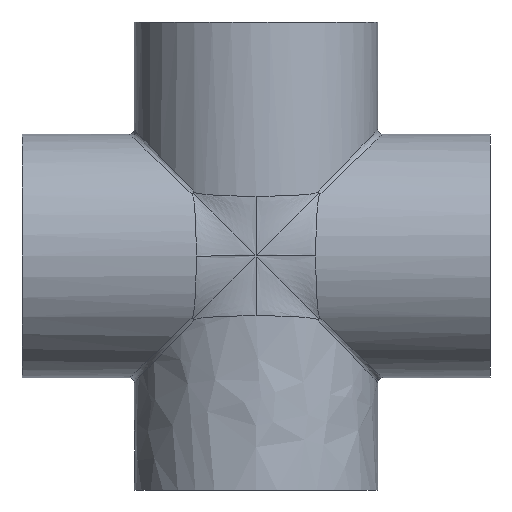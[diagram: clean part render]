
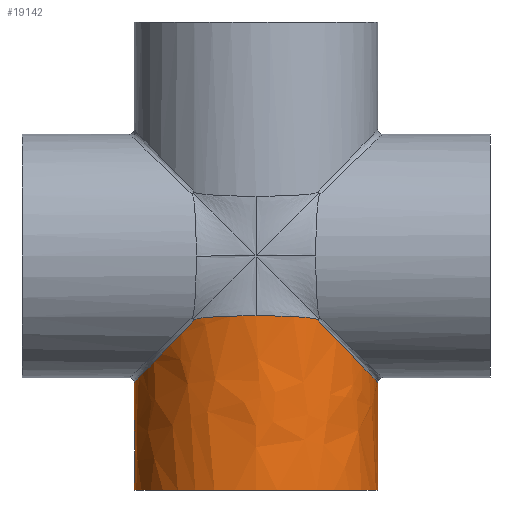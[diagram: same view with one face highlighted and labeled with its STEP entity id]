
A CAD part, front view. The second image highlights one B-rep face of the part: STEP entity #19142.
In plain terms, the highlighted free-form (B-spline) face has degree [1, 2] with [2, 9] control points.
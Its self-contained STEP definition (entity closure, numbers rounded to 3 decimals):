
#3809=CARTESIAN_POINT('',(0.,-52.,-25.558));
#3810=VERTEX_POINT('',#3809);
#3833=CARTESIAN_POINT('',(26.316,-44.85,-27.328));
#3834=VERTEX_POINT('',#3833);
#3835=CARTESIAN_POINT('',(0.,-52.,-25.558));
#3836=CARTESIAN_POINT('',(2.542,-52.,-25.558));
#3837=CARTESIAN_POINT('',(5.083,-51.809,-25.58));
#3838=CARTESIAN_POINT('',(7.514,-51.454,-25.624));
#3839=CARTESIAN_POINT('',(10.161,-51.068,-25.672));
#3840=CARTESIAN_POINT('',(12.674,-50.487,-25.746));
#3841=CARTESIAN_POINT('',(14.936,-49.809,-25.847));
#3842=CARTESIAN_POINT('',(17.491,-49.043,-25.96));
#3843=CARTESIAN_POINT('',(19.724,-48.154,-26.107));
#3844=CARTESIAN_POINT('',(21.514,-47.341,-26.288));
#3845=CARTESIAN_POINT('',(23.224,-46.563,-26.46));
#3846=CARTESIAN_POINT('',(24.535,-45.858,-26.663));
#3847=CARTESIAN_POINT('',(25.368,-45.392,-26.896));
#3848=CARTESIAN_POINT('',(25.846,-45.125,-27.03));
#3849=CARTESIAN_POINT('',(26.167,-44.937,-27.174));
#3850=CARTESIAN_POINT('',(26.316,-44.85,-27.328));
#3851=B_SPLINE_CURVE_WITH_KNOTS('',3,(#3835,#3836,#3837,#3838,#3839,#3840,#3841,#3842,#3843,#3844,#3845,#3846,#3847,#3848,#3849,#3850),.UNSPECIFIED.,.F.,.U.,(4,3,3,3,3,4),(0.5,0.597,0.702,0.821,0.935,1.0),.UNSPECIFIED.);
#3852=EDGE_CURVE('',#3810,#3834,#3851,.T.);
#5463=CARTESIAN_POINT('',(0.,52.,-25.558));
#5464=VERTEX_POINT('',#5463);
#5487=CARTESIAN_POINT('',(-26.316,44.85,-27.328));
#5488=VERTEX_POINT('',#5487);
#5489=CARTESIAN_POINT('',(0.,52.,-25.558));
#5490=CARTESIAN_POINT('',(-2.542,52.,-25.558));
#5491=CARTESIAN_POINT('',(-5.083,51.809,-25.58));
#5492=CARTESIAN_POINT('',(-7.514,51.454,-25.624));
#5493=CARTESIAN_POINT('',(-10.161,51.068,-25.672));
#5494=CARTESIAN_POINT('',(-12.674,50.487,-25.746));
#5495=CARTESIAN_POINT('',(-14.936,49.809,-25.847));
#5496=CARTESIAN_POINT('',(-17.491,49.043,-25.96));
#5497=CARTESIAN_POINT('',(-19.724,48.154,-26.107));
#5498=CARTESIAN_POINT('',(-21.514,47.341,-26.288));
#5499=CARTESIAN_POINT('',(-23.224,46.563,-26.46));
#5500=CARTESIAN_POINT('',(-24.535,45.858,-26.663));
#5501=CARTESIAN_POINT('',(-25.368,45.392,-26.896));
#5502=CARTESIAN_POINT('',(-25.846,45.125,-27.03));
#5503=CARTESIAN_POINT('',(-26.167,44.937,-27.174));
#5504=CARTESIAN_POINT('',(-26.316,44.85,-27.328));
#5505=B_SPLINE_CURVE_WITH_KNOTS('',3,(#5489,#5490,#5491,#5492,#5493,#5494,#5495,#5496,#5497,#5498,#5499,#5500,#5501,#5502,#5503,#5504),.UNSPECIFIED.,.F.,.U.,(4,3,3,3,3,4),(0.5,0.597,0.702,0.821,0.935,1.0),.UNSPECIFIED.);
#5506=EDGE_CURVE('',#5464,#5488,#5505,.T.);
#6045=CARTESIAN_POINT('',(26.316,44.85,-27.328));
#6046=VERTEX_POINT('',#6045);
#6054=CARTESIAN_POINT('',(26.316,44.85,-27.328));
#6055=CARTESIAN_POINT('',(26.075,44.991,-27.078));
#6056=CARTESIAN_POINT('',(25.378,45.404,-26.854));
#6057=CARTESIAN_POINT('',(24.292,45.977,-26.657));
#6058=CARTESIAN_POINT('',(23.003,46.658,-26.423));
#6059=CARTESIAN_POINT('',(21.162,47.562,-26.227));
#6060=CARTESIAN_POINT('',(18.881,48.451,-26.067));
#6061=CARTESIAN_POINT('',(16.973,49.195,-25.934));
#6062=CARTESIAN_POINT('',(14.756,49.925,-25.827));
#6063=CARTESIAN_POINT('',(12.328,50.517,-25.746));
#6064=CARTESIAN_POINT('',(10.079,51.066,-25.671));
#6065=CARTESIAN_POINT('',(7.649,51.496,-25.618));
#6066=CARTESIAN_POINT('',(5.141,51.745,-25.588));
#6067=CARTESIAN_POINT('',(3.451,51.913,-25.568));
#6068=CARTESIAN_POINT('',(1.725,52.,-25.558));
#6069=CARTESIAN_POINT('',(0.,52.,-25.558));
#6070=B_SPLINE_CURVE_WITH_KNOTS('',3,(#6054,#6055,#6056,#6057,#6058,#6059,#6060,#6061,#6062,#6063,#6064,#6065,#6066,#6067,#6068,#6069),.UNSPECIFIED.,.F.,.U.,(4,3,3,3,3,4),(0.0,0.106,0.232,0.337,0.434,0.5),.UNSPECIFIED.);
#6071=EDGE_CURVE('',#6046,#5464,#6070,.T.);
#18297=CARTESIAN_POINT('',(-26.316,-44.85,-27.328));
#18298=VERTEX_POINT('',#18297);
#18306=CARTESIAN_POINT('',(-26.316,-44.85,-27.328));
#18307=CARTESIAN_POINT('',(-26.075,-44.991,-27.078));
#18308=CARTESIAN_POINT('',(-25.378,-45.404,-26.854));
#18309=CARTESIAN_POINT('',(-24.292,-45.977,-26.657));
#18310=CARTESIAN_POINT('',(-23.003,-46.658,-26.423));
#18311=CARTESIAN_POINT('',(-21.162,-47.562,-26.227));
#18312=CARTESIAN_POINT('',(-18.881,-48.451,-26.067));
#18313=CARTESIAN_POINT('',(-16.973,-49.195,-25.934));
#18314=CARTESIAN_POINT('',(-14.756,-49.925,-25.827));
#18315=CARTESIAN_POINT('',(-12.328,-50.517,-25.746));
#18316=CARTESIAN_POINT('',(-10.079,-51.066,-25.671));
#18317=CARTESIAN_POINT('',(-7.649,-51.496,-25.618));
#18318=CARTESIAN_POINT('',(-5.141,-51.745,-25.588));
#18319=CARTESIAN_POINT('',(-3.451,-51.913,-25.568));
#18320=CARTESIAN_POINT('',(-1.725,-52.,-25.558));
#18321=CARTESIAN_POINT('',(0.,-52.,-25.558));
#18322=B_SPLINE_CURVE_WITH_KNOTS('',3,(#18306,#18307,#18308,#18309,#18310,#18311,#18312,#18313,#18314,#18315,#18316,#18317,#18318,#18319,#18320,#18321),.UNSPECIFIED.,.F.,.U.,(4,3,3,3,3,4),(0.0,0.106,0.232,0.337,0.434,0.5),.UNSPECIFIED.);
#18323=EDGE_CURVE('',#18298,#3810,#18322,.T.);
#18703=CARTESIAN_POINT('',(0.0,0.0,0.));
#18704=DIRECTION('',(-0.72,0.,0.694));
#18705=DIRECTION('',(-0.694,0.0,-0.72));
#18706=AXIS2_PLACEMENT_3D('',#18703,#18704,#18705);
#18707=ELLIPSE('',#18706,74.967,52.);
#18708=EDGE_CURVE('',#5488,#18298,#18707,.T.);
#18895=CARTESIAN_POINT('',(0.0,0.0,0.));
#18896=DIRECTION('',(0.72,0.,0.694));
#18897=DIRECTION('',(0.694,0.0,-0.72));
#18898=AXIS2_PLACEMENT_3D('',#18895,#18896,#18897);
#18899=ELLIPSE('',#18898,74.967,52.);
#18900=EDGE_CURVE('',#3834,#6046,#18899,.T.);
#19097=CARTESIAN_POINT('',(52.,0.,-100.0));
#19098=CARTESIAN_POINT('',(52.,0.,-25.557));
#19099=CARTESIAN_POINT('',(52.,-52.,-100.0));
#19100=CARTESIAN_POINT('',(52.,-52.,-25.557));
#19101=CARTESIAN_POINT('',(0.,-52.,-100.0));
#19102=CARTESIAN_POINT('',(0.,-52.,-25.557));
#19103=CARTESIAN_POINT('',(-52.,-52.,-100.0));
#19104=CARTESIAN_POINT('',(-52.,-52.,-25.557));
#19105=CARTESIAN_POINT('',(-52.,0.,-100.0));
#19106=CARTESIAN_POINT('',(-52.,0.,-25.557));
#19107=CARTESIAN_POINT('',(-52.,52.,-100.0));
#19108=CARTESIAN_POINT('',(-52.,52.,-25.557));
#19109=CARTESIAN_POINT('',(0.,52.,-100.0));
#19110=CARTESIAN_POINT('',(0.,52.,-25.557));
#19111=CARTESIAN_POINT('',(52.,52.,-100.0));
#19112=CARTESIAN_POINT('',(52.,52.,-25.557));
#19113=CARTESIAN_POINT('',(52.,0.,-100.0));
#19114=CARTESIAN_POINT('',(52.,0.,-25.557));
#19122=(BOUNDED_SURFACE()B_SPLINE_SURFACE(1,2,((#19097,#19099,#19101,#19103,#19105,#19107,#19109,#19111,#19113),(#19098,#19100,#19102,#19104,#19106,#19108,#19110,#19112,#19114)),.UNSPECIFIED.,.F.,.T.,.U.)B_SPLINE_SURFACE_WITH_KNOTS((2,2),(3,2,2,2,3),(0.0,1.432),(0.0,81.681,163.363,245.044,326.726),.UNSPECIFIED.)GEOMETRIC_REPRESENTATION_ITEM()RATIONAL_B_SPLINE_SURFACE(((1.0,0.707,1.0,0.707,1.0,0.707,1.0,0.707,1.0),(1.0,0.707,1.0,0.707,1.0,0.707,1.0,0.707,1.0)))REPRESENTATION_ITEM('')SURFACE());
#19123=CARTESIAN_POINT('',(52.,0.,-100.0));
#19124=VERTEX_POINT('',#19123);
#19125=CARTESIAN_POINT('',(0.0,0.0,-100.0));
#19126=DIRECTION('',(0.0,0.0,-1.0));
#19127=DIRECTION('',(-1.0,0.0,0.0));
#19128=AXIS2_PLACEMENT_3D('',#19125,#19126,#19127);
#19129=CIRCLE('',#19128,52.);
#19130=EDGE_CURVE('',#19124,#19124,#19129,.T.);
#19131=ORIENTED_EDGE('',*,*,#19130,.F.);
#19132=EDGE_LOOP('',(#19131));
#19133=FACE_OUTER_BOUND('',#19132,.T.);
#19134=ORIENTED_EDGE('',*,*,#18323,.F.);
#19135=ORIENTED_EDGE('',*,*,#18708,.F.);
#19136=ORIENTED_EDGE('',*,*,#5506,.F.);
#19137=ORIENTED_EDGE('',*,*,#6071,.F.);
#19138=ORIENTED_EDGE('',*,*,#18900,.F.);
#19139=ORIENTED_EDGE('',*,*,#3852,.F.);
#19140=EDGE_LOOP('',(#19134,#19135,#19136,#19137,#19138,#19139));
#19141=FACE_BOUND('',#19140,.T.);
#19142=ADVANCED_FACE('',(#19133,#19141),#19122,.T.);
